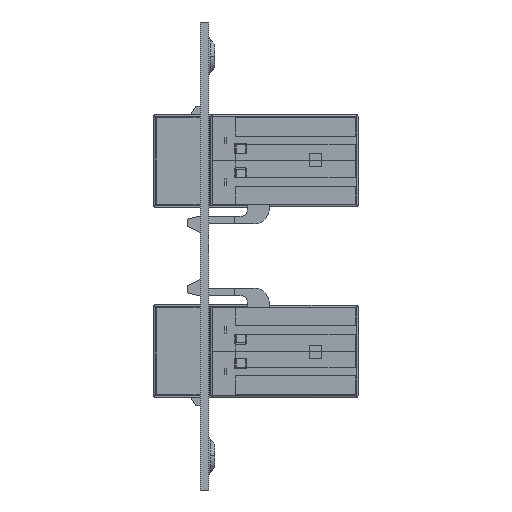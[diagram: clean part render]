
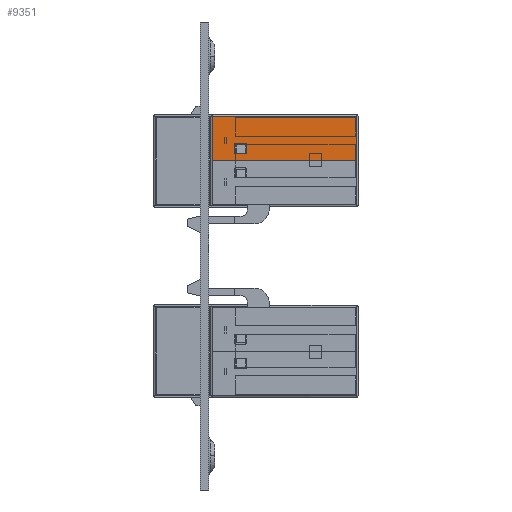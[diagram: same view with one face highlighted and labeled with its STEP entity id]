
A CAD part, left-side view. The second image highlights one B-rep face of the part: STEP entity #9351.
In plain terms, the highlighted face is planar.
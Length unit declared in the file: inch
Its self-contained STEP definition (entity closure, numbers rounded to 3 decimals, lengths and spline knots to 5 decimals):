
#9146 = VERTEX_POINT ( 'NONE', #54585 ) ;
#9189 = EDGE_CURVE ( 'NONE', #9244, #9146, #54605, .T. ) ;
#9193 = ORIENTED_EDGE ( 'NONE', *, *, #9272, .T. ) ;
#9244 = VERTEX_POINT ( 'NONE', #54640 ) ;
#9272 = EDGE_CURVE ( 'NONE', #9455, #9456, #54629, .T. ) ;
#9349 = ORIENTED_EDGE ( 'NONE', *, *, #9445, .T. ) ;
#9351 = ADVANCED_FACE ( 'NONE', ( #53953, #54209 ), #54722, .F. ) ;
#9358 = EDGE_LOOP ( 'NONE', ( #9193, #9427, #9441, #9349, #9453, #9531, #9528, #9543 ) ) ;
#9387 = VERTEX_POINT ( 'NONE', #54749 ) ;
#9401 = EDGE_CURVE ( 'NONE', #9244, #9387, #54791, .T. ) ;
#9406 = VERTEX_POINT ( 'NONE', #54787 ) ;
#9408 = EDGE_CURVE ( 'NONE', #9518, #9455, #54797, .T. ) ;
#9414 = ORIENTED_EDGE ( 'NONE', *, *, #9464, .T. ) ;
#9418 = EDGE_LOOP ( 'NONE', ( #9421, #9538, #9627, #9414 ) ) ;
#9421 = ORIENTED_EDGE ( 'NONE', *, *, #9189, .F. ) ;
#9427 = ORIENTED_EDGE ( 'NONE', *, *, #9466, .T. ) ;
#9430 = VERTEX_POINT ( 'NONE', #54834 ) ;
#9432 = VERTEX_POINT ( 'NONE', #54825 ) ;
#9434 = EDGE_CURVE ( 'NONE', #9432, #9430, #54827, .T. ) ;
#9439 = VERTEX_POINT ( 'NONE', #54842 ) ;
#9441 = ORIENTED_EDGE ( 'NONE', *, *, #9434, .T. ) ;
#9445 = EDGE_CURVE ( 'NONE', #9430, #9439, #54822, .T. ) ;
#9453 = ORIENTED_EDGE ( 'NONE', *, *, #9517, .T. ) ;
#9455 = VERTEX_POINT ( 'NONE', #54820 ) ;
#9456 = VERTEX_POINT ( 'NONE', #54814 ) ;
#9464 = EDGE_CURVE ( 'NONE', #9406, #9146, #54869, .T. ) ;
#9466 = EDGE_CURVE ( 'NONE', #9456, #9432, #54872, .T. ) ;
#9481 = EDGE_CURVE ( 'NONE', #9387, #9406, #54851, .T. ) ;
#9517 = EDGE_CURVE ( 'NONE', #9439, #9527, #54938, .T. ) ;
#9518 = VERTEX_POINT ( 'NONE', #54917 ) ;
#9522 = VERTEX_POINT ( 'NONE', #54912 ) ;
#9527 = VERTEX_POINT ( 'NONE', #54913 ) ;
#9528 = ORIENTED_EDGE ( 'NONE', *, *, #9532, .T. ) ;
#9531 = ORIENTED_EDGE ( 'NONE', *, *, #9536, .T. ) ;
#9532 = EDGE_CURVE ( 'NONE', #9522, #9518, #54911, .T. ) ;
#9536 = EDGE_CURVE ( 'NONE', #9527, #9522, #54961, .T. ) ;
#9538 = ORIENTED_EDGE ( 'NONE', *, *, #9401, .T. ) ;
#9543 = ORIENTED_EDGE ( 'NONE', *, *, #9408, .T. ) ;
#9627 = ORIENTED_EDGE ( 'NONE', *, *, #9481, .T. ) ;
#53953 = FACE_BOUND ( 'NONE', #9358, .T. ) ;
#54209 = FACE_OUTER_BOUND ( 'NONE', #9418, .T. ) ;
#54585 = CARTESIAN_POINT ( 'NONE',  ( -0.3055, 0.002, -0.36 ) ) ;
#54597 = DIRECTION ( 'NONE',  ( 0., -1., 0. ) ) ;
#54598 = VECTOR ( 'NONE', #54597, 39.37008 ) ;
#54599 = CARTESIAN_POINT ( 'NONE',  ( -0.3055, 0.998, -0.36 ) ) ;
#54605 = LINE ( 'NONE', #54599, #54598 ) ;
#54629 = LINE ( 'NONE', #54676, #54675 ) ;
#54640 = CARTESIAN_POINT ( 'NONE',  ( -0.3055, 0.998, -0.36 ) ) ;
#54674 = DIRECTION ( 'NONE',  ( -1., 0., 0. ) ) ;
#54675 = VECTOR ( 'NONE', #54674, 39.37008 ) ;
#54676 = CARTESIAN_POINT ( 'NONE',  ( -0.3075, 0.843, -0.36 ) ) ;
#54716 = DIRECTION ( 'NONE',  ( 1., 0., 0. ) ) ;
#54722 = PLANE ( 'NONE',  #54744 ) ;
#54726 = CARTESIAN_POINT ( 'NONE',  ( -0.3075, 0.998, -0.36 ) ) ;
#54730 = DIRECTION ( 'NONE',  ( 0., 0., 1. ) ) ;
#54744 = AXIS2_PLACEMENT_3D ( 'NONE', #54726, #54730, #54716 ) ;
#54748 = AXIS2_PLACEMENT_3D ( 'NONE', #54783, #54782, #54781 ) ;
#54749 = CARTESIAN_POINT ( 'NONE',  ( -0.001, 0.998, -0.36 ) ) ;
#54781 = DIRECTION ( 'NONE',  ( 1., 0., 0. ) ) ;
#54782 = DIRECTION ( 'NONE',  ( 0., 0., 1. ) ) ;
#54783 = CARTESIAN_POINT ( 'NONE',  ( -0.056, 0.837, -0.36 ) ) ;
#54787 = CARTESIAN_POINT ( 'NONE',  ( -0.001, 0.002, -0.36 ) ) ;
#54788 = DIRECTION ( 'NONE',  ( 1., 0., 0. ) ) ;
#54789 = VECTOR ( 'NONE', #54788, 39.37008 ) ;
#54790 = CARTESIAN_POINT ( 'NONE',  ( -0.001, 0.998, -0.36 ) ) ;
#54791 = LINE ( 'NONE', #54790, #54789 ) ;
#54797 = CIRCLE ( 'NONE', #54748, 0.006 ) ;
#54809 = DIRECTION ( 'NONE',  ( 1., 0., 0. ) ) ;
#54810 = DIRECTION ( 'NONE',  ( 0., 0., 1. ) ) ;
#54811 = CARTESIAN_POINT ( 'NONE',  ( -0.113, 0.767, -0.36 ) ) ;
#54812 = AXIS2_PLACEMENT_3D ( 'NONE', #54811, #54810, #54809 ) ;
#54814 = CARTESIAN_POINT ( 'NONE',  ( -0.113, 0.843, -0.36 ) ) ;
#54817 = DIRECTION ( 'NONE',  ( 0., -1., 0. ) ) ;
#54818 = VECTOR ( 'NONE', #54817, 39.37008 ) ;
#54820 = CARTESIAN_POINT ( 'NONE',  ( -0.056, 0.843, -0.36 ) ) ;
#54822 = CIRCLE ( 'NONE', #54812, 0.006 ) ;
#54825 = CARTESIAN_POINT ( 'NONE',  ( -0.119, 0.837, -0.36 ) ) ;
#54826 = CARTESIAN_POINT ( 'NONE',  ( -0.119, 0.998, -0.36 ) ) ;
#54827 = LINE ( 'NONE', #54826, #54818 ) ;
#54834 = CARTESIAN_POINT ( 'NONE',  ( -0.119, 0.767, -0.36 ) ) ;
#54842 = CARTESIAN_POINT ( 'NONE',  ( -0.113, 0.761, -0.36 ) ) ;
#54850 = CARTESIAN_POINT ( 'NONE',  ( -0.001, 0.002, -0.36 ) ) ;
#54851 = LINE ( 'NONE', #54850, #54905 ) ;
#54860 = DIRECTION ( 'NONE',  ( 1., 0., 0. ) ) ;
#54862 = DIRECTION ( 'NONE',  ( -1., 0., 0. ) ) ;
#54863 = VECTOR ( 'NONE', #54862, 39.37008 ) ;
#54864 = CARTESIAN_POINT ( 'NONE',  ( -0.3075, 0.002, -0.36 ) ) ;
#54868 = DIRECTION ( 'NONE',  ( 0., 0., 1. ) ) ;
#54869 = LINE ( 'NONE', #54864, #54863 ) ;
#54870 = AXIS2_PLACEMENT_3D ( 'NONE', #54871, #54868, #54860 ) ;
#54871 = CARTESIAN_POINT ( 'NONE',  ( -0.113, 0.837, -0.36 ) ) ;
#54872 = CIRCLE ( 'NONE', #54870, 0.006 ) ;
#54904 = DIRECTION ( 'NONE',  ( 0., -1., 0. ) ) ;
#54905 = VECTOR ( 'NONE', #54904, 39.37008 ) ;
#54910 = CARTESIAN_POINT ( 'NONE',  ( -0.05, 0.998, -0.36 ) ) ;
#54911 = LINE ( 'NONE', #54910, #54960 ) ;
#54912 = CARTESIAN_POINT ( 'NONE',  ( -0.05, 0.767, -0.36 ) ) ;
#54913 = CARTESIAN_POINT ( 'NONE',  ( -0.056, 0.761, -0.36 ) ) ;
#54914 = DIRECTION ( 'NONE',  ( 1., 0., 0. ) ) ;
#54915 = VECTOR ( 'NONE', #54914, 39.37008 ) ;
#54916 = CARTESIAN_POINT ( 'NONE',  ( -0.3075, 0.761, -0.36 ) ) ;
#54917 = CARTESIAN_POINT ( 'NONE',  ( -0.05, 0.837, -0.36 ) ) ;
#54938 = LINE ( 'NONE', #54916, #54915 ) ;
#54947 = DIRECTION ( 'NONE',  ( 1., 0., 0. ) ) ;
#54948 = DIRECTION ( 'NONE',  ( 0., 0., 1. ) ) ;
#54951 = AXIS2_PLACEMENT_3D ( 'NONE', #54957, #54948, #54947 ) ;
#54957 = CARTESIAN_POINT ( 'NONE',  ( -0.056, 0.767, -0.36 ) ) ;
#54959 = DIRECTION ( 'NONE',  ( 0., 1., 0. ) ) ;
#54960 = VECTOR ( 'NONE', #54959, 39.37008 ) ;
#54961 = CIRCLE ( 'NONE', #54951, 0.006 ) ;
